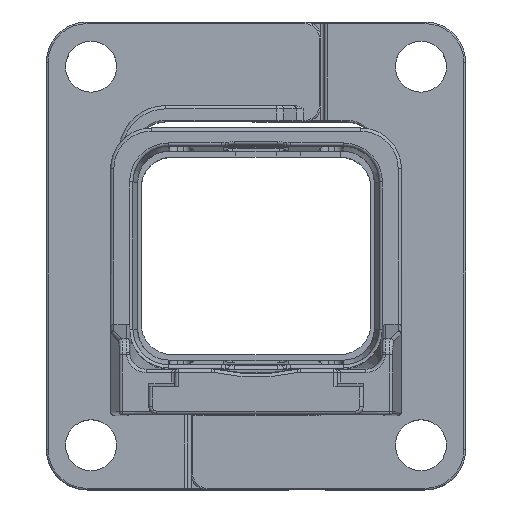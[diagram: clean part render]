
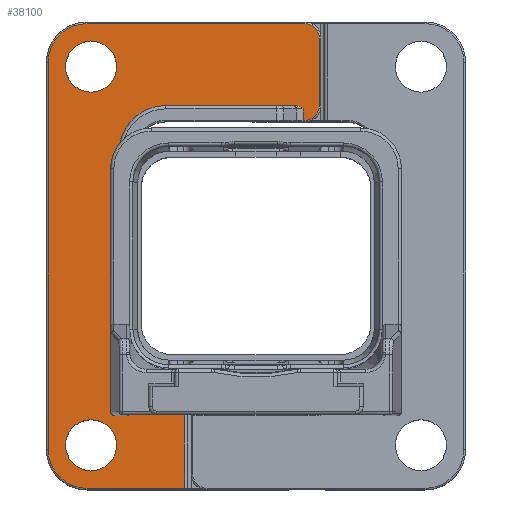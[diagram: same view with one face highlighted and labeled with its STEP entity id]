
A CAD part, top view. The second image highlights one B-rep face of the part: STEP entity #38100.
In plain terms, the highlighted planar face has unit normal (0, 0, 1).
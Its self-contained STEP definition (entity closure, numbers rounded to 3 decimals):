
#10897=CARTESIAN_POINT('',(-6.25,-5.4,1.1));
#10898=DIRECTION('',(0.,0.,1.));
#10899=DIRECTION('',(-0.878,-0.478,0.));
#10900=AXIS2_PLACEMENT_3D('',#10897,#10898,#10899);
#10952=CARTESIAN_POINT('',(-5.55,-6.35,1.1));
#10953=DIRECTION('',(0.,0.,-1.));
#10954=DIRECTION('',(0.,-1.,0.));
#10955=AXIS2_PLACEMENT_3D('',#10952,#10953,#10954);
#10957=DIRECTION('',(-1.,0.,0.));
#10958=VECTOR('',#10957,1.15);
#10959=CARTESIAN_POINT('',(-4.4,-8.35,1.1));
#10960=LINE('',#10959,#10958);
#10961=DIRECTION('',(0.,1.,0.));
#10962=VECTOR('',#10961,5.95);
#10963=CARTESIAN_POINT('',(-4.4,-14.3,1.1));
#10964=LINE('',#10963,#10962);
#10965=DIRECTION('',(1.,0.,0.));
#10966=VECTOR('',#10965,6.);
#10967=CARTESIAN_POINT('',(-10.4,-14.3,1.1));
#10968=LINE('',#10967,#10966);
#10969=CARTESIAN_POINT('',(-10.4,-11.9,1.1));
#10970=DIRECTION('',(0.,0.,1.));
#10971=DIRECTION('',(-1.,0.,0.));
#10972=AXIS2_PLACEMENT_3D('',#10969,#10970,#10971);
#10974=DIRECTION('',(0.,-1.,0.));
#10975=VECTOR('',#10974,23.8);
#10976=CARTESIAN_POINT('',(-12.8,11.9,1.1));
#10977=LINE('',#10976,#10975);
#10978=CARTESIAN_POINT('',(-10.4,11.9,1.1));
#10979=DIRECTION('',(0.,0.,1.));
#10980=DIRECTION('',(0.,1.,0.));
#10981=AXIS2_PLACEMENT_3D('',#10978,#10979,#10980);
#10983=DIRECTION('',(-1.,0.,0.));
#10984=VECTOR('',#10983,13.4);
#10985=CARTESIAN_POINT('',(3.,14.3,1.1));
#10986=LINE('',#10985,#10984);
#10987=CARTESIAN_POINT('',(3.,13.4,1.1));
#10988=DIRECTION('',(0.,0.,1.));
#10989=DIRECTION('',(1.,0.,0.));
#10990=AXIS2_PLACEMENT_3D('',#10987,#10988,#10989);
#10992=DIRECTION('',(0.,1.,0.));
#10993=VECTOR('',#10992,4.15);
#10994=CARTESIAN_POINT('',(3.9,9.25,1.1));
#10995=LINE('',#10994,#10993);
#10996=CARTESIAN_POINT('',(3.,9.25,1.1));
#10997=DIRECTION('',(0.,0.,1.));
#10998=DIRECTION('',(0.,-1.,0.));
#10999=AXIS2_PLACEMENT_3D('',#10996,#10997,#10998);
#11001=DIRECTION('',(1.,0.,0.));
#11002=VECTOR('',#11001,0.093);
#11003=CARTESIAN_POINT('',(2.907,8.35,1.1));
#11004=LINE('',#11003,#11002);
#11005=DIRECTION('',(0.,1.,0.));
#11006=VECTOR('',#11005,0.7);
#11007=CARTESIAN_POINT('',(2.907,8.35,1.1));
#11008=LINE('',#11007,#11006);
#11009=CARTESIAN_POINT('',(-5.55,6.35,1.1));
#11010=DIRECTION('',(0.,0.,1.));
#11011=DIRECTION('',(0.,1.,0.));
#11012=AXIS2_PLACEMENT_3D('',#11009,#11010,#11011);
#11014=DIRECTION('',(1.,0.,0.));
#11015=VECTOR('',#11014,0.244);
#11016=CARTESIAN_POINT('',(-8.25,-6.357,1.1));
#11017=LINE('',#11016,#11015);
#11018=CARTESIAN_POINT('',(-10.15,-11.65,1.1));
#11019=DIRECTION('',(0.,0.,1.));
#11020=DIRECTION('',(1.,0.,0.));
#11021=AXIS2_PLACEMENT_3D('',#11018,#11019,#11020);
#11023=CARTESIAN_POINT('',(-10.15,-11.65,1.1));
#11024=DIRECTION('',(0.,0.,1.));
#11025=DIRECTION('',(-1.,0.,0.));
#11026=AXIS2_PLACEMENT_3D('',#11023,#11024,#11025);
#11028=CARTESIAN_POINT('',(-10.15,11.65,1.1));
#11029=DIRECTION('',(0.,0.,-1.));
#11030=DIRECTION('',(1.,0.,0.));
#11031=AXIS2_PLACEMENT_3D('',#11028,#11029,#11030);
#11033=CARTESIAN_POINT('',(-10.15,11.65,1.1));
#11034=DIRECTION('',(0.,0.,-1.));
#11035=DIRECTION('',(-1.,0.,0.));
#11036=AXIS2_PLACEMENT_3D('',#11033,#11034,#11035);
#14707=CARTESIAN_POINT('',(2.417,9.25,1.1));
#14708=CARTESIAN_POINT('',(2.452,9.25,1.1));
#14709=CARTESIAN_POINT('',(2.525,9.241,1.1));
#14710=CARTESIAN_POINT('',(2.646,9.2,1.1));
#14711=CARTESIAN_POINT('',(2.772,9.135,1.1));
#14712=CARTESIAN_POINT('',(2.861,9.079,1.1));
#14713=CARTESIAN_POINT('',(2.907,9.05,1.1));
#14789=DIRECTION('',(0.,1.,0.));
#14790=VECTOR('',#14789,12.217);
#14791=CARTESIAN_POINT('',(-8.45,-5.867,1.1));
#14792=LINE('',#14791,#14790);
#14829=CARTESIAN_POINT('',(-8.25,-6.357,1.1));
#14830=CARTESIAN_POINT('',(-8.279,-6.311,1.1));
#14831=CARTESIAN_POINT('',(-8.335,-6.222,1.1));
#14832=CARTESIAN_POINT('',(-8.4,-6.096,1.1));
#14833=CARTESIAN_POINT('',(-8.441,-5.975,1.1));
#14834=CARTESIAN_POINT('',(-8.45,-5.902,
1.1));
#14835=CARTESIAN_POINT('',(-8.45,-5.867,1.1));
#14846=DIRECTION('',(1.,0.,0.));
#14847=VECTOR('',#14846,7.967);
#14848=CARTESIAN_POINT('',(-5.55,9.25,1.1));
#14849=LINE('',#14848,#14847);
#22099=CARTESIAN_POINT('',(-5.55,9.25,1.1));
#22100=CARTESIAN_POINT('',(-8.45,6.35,1.1));
#22101=VERTEX_POINT('',#22099);
#22102=VERTEX_POINT('',#22100);
#22283=CARTESIAN_POINT('',(-4.4,-8.35,1.1));
#22284=VERTEX_POINT('',#22283);
#22287=CARTESIAN_POINT('',(-5.55,-8.35,1.1));
#22288=VERTEX_POINT('',#22287);
#22307=CARTESIAN_POINT('',(2.907,8.35,1.1));
#22308=VERTEX_POINT('',#22307);
#22311=CARTESIAN_POINT('',(3.,8.35,1.1));
#22312=VERTEX_POINT('',#22311);
#22315=CARTESIAN_POINT('',(3.9,9.25,1.1));
#22316=VERTEX_POINT('',#22315);
#22319=CARTESIAN_POINT('',(3.9,13.4,1.1));
#22320=VERTEX_POINT('',#22319);
#22323=CARTESIAN_POINT('',(3.,14.3,1.1));
#22324=VERTEX_POINT('',#22323);
#22327=CARTESIAN_POINT('',(-10.4,14.3,1.1));
#22328=VERTEX_POINT('',#22327);
#22331=CARTESIAN_POINT('',(-12.8,11.9,1.1));
#22332=VERTEX_POINT('',#22331);
#22335=CARTESIAN_POINT('',(-12.8,-11.9,1.1));
#22336=VERTEX_POINT('',#22335);
#22339=CARTESIAN_POINT('',(-10.4,-14.3,1.1));
#22340=VERTEX_POINT('',#22339);
#22343=CARTESIAN_POINT('',(-4.4,-14.3,1.1));
#22344=VERTEX_POINT('',#22343);
#22443=CARTESIAN_POINT('',(-8.25,-6.357,1.1));
#22444=VERTEX_POINT('',#22443);
#22465=CARTESIAN_POINT('',(2.907,9.05,1.1));
#22466=VERTEX_POINT('',#22465);
#22469=VERTEX_POINT('',#14707);
#22470=CARTESIAN_POINT('',(-8.45,-5.867,1.1));
#22471=VERTEX_POINT('',#22470);
#22476=CARTESIAN_POINT('',(-8.58,-11.65,1.1));
#22477=CARTESIAN_POINT('',(-11.72,-11.65,1.1));
#22478=VERTEX_POINT('',#22476);
#22479=VERTEX_POINT('',#22477);
#22481=CARTESIAN_POINT('',(-8.58,11.65,1.1));
#22483=VERTEX_POINT('',#22481);
#22485=CARTESIAN_POINT('',(-11.72,11.65,1.1));
#22487=VERTEX_POINT('',#22485);
#22515=CARTESIAN_POINT('',(-8.006,-6.357,1.1));
#22516=CARTESIAN_POINT('',(-7.438,-7.009,1.1));
#22517=VERTEX_POINT('',#22515);
#22518=VERTEX_POINT('',#22516);
#38042=CARTESIAN_POINT('',(0.,0.,1.1));
#38043=DIRECTION('',(0.,0.,1.));
#38044=DIRECTION('',(1.,0.,0.));
#38045=AXIS2_PLACEMENT_3D('',#38042,#38043,#38044);
#38046=PLANE('',#38045);
#38047=ORIENTED_EDGE('',*,*,#38019,.T.);
#38049=ORIENTED_EDGE('',*,*,#38048,.F.);
#38051=ORIENTED_EDGE('',*,*,#38050,.F.);
#38053=ORIENTED_EDGE('',*,*,#38052,.F.);
#38055=ORIENTED_EDGE('',*,*,#38054,.F.);
#38057=ORIENTED_EDGE('',*,*,#38056,.F.);
#38059=ORIENTED_EDGE('',*,*,#38058,.F.);
#38061=ORIENTED_EDGE('',*,*,#38060,.F.);
#38063=ORIENTED_EDGE('',*,*,#38062,.F.);
#38065=ORIENTED_EDGE('',*,*,#38064,.F.);
#38067=ORIENTED_EDGE('',*,*,#38066,.F.);
#38069=ORIENTED_EDGE('',*,*,#38068,.F.);
#38071=ORIENTED_EDGE('',*,*,#38070,.F.);
#38073=ORIENTED_EDGE('',*,*,#38072,.T.);
#38075=ORIENTED_EDGE('',*,*,#38074,.F.);
#38077=ORIENTED_EDGE('',*,*,#38076,.F.);
#38079=ORIENTED_EDGE('',*,*,#38078,.T.);
#38081=ORIENTED_EDGE('',*,*,#38080,.F.);
#38083=ORIENTED_EDGE('',*,*,#38082,.F.);
#38085=ORIENTED_EDGE('',*,*,#38084,.T.);
#38086=EDGE_LOOP('',(#38047,#38049,#38051,#38053,#38055,#38057,#38059,#38061,
#38063,#38065,#38067,#38069,#38071,#38073,#38075,#38077,#38079,#38081,#38083,
#38085));
#38087=FACE_OUTER_BOUND('',#38086,.F.);
#38089=ORIENTED_EDGE('',*,*,#38088,.T.);
#38091=ORIENTED_EDGE('',*,*,#38090,.T.);
#38092=EDGE_LOOP('',(#38089,#38091));
#38093=FACE_BOUND('',#38092,.F.);
#38095=ORIENTED_EDGE('',*,*,#38094,.F.);
#38097=ORIENTED_EDGE('',*,*,#38096,.F.);
#38098=EDGE_LOOP('',(#38095,#38097));
#38099=FACE_BOUND('',#38098,.F.);
#38100=ADVANCED_FACE('',(#38087,#38093,#38099),#38046,.T.);
#10901=CIRCLE('',#10900,2.);
#10956=CIRCLE('',#10955,2.);
#10973=CIRCLE('',#10972,2.4);
#10982=CIRCLE('',#10981,2.4);
#10991=CIRCLE('',#10990,0.9);
#11000=CIRCLE('',#10999,0.9);
#11013=CIRCLE('',#11012,2.9);
#11022=CIRCLE('',#11021,1.57);
#11027=CIRCLE('',#11026,1.57);
#11032=CIRCLE('',#11031,1.57);
#11037=CIRCLE('',#11036,1.57);
#14714=B_SPLINE_CURVE_WITH_KNOTS('',3,(#14707,#14708,#14709,#14710,#14711,
#14712,#14713),.UNSPECIFIED.,.F.,.F.,(4,1,1,1,4),(0.,0.25,0.5,0.75,
1.),.UNSPECIFIED.);
#14836=B_SPLINE_CURVE_WITH_KNOTS('',3,(#14829,#14830,#14831,#14832,#14833,
#14834,#14835),.UNSPECIFIED.,.F.,.F.,(4,1,1,1,4),(0.,0.25,0.5,0.75,
1.),.UNSPECIFIED.);
#38019=EDGE_CURVE('',#22517,#22518,#10901,.T.);
#38048=EDGE_CURVE('',#22288,#22518,#10956,.T.);
#38050=EDGE_CURVE('',#22284,#22288,#10960,.T.);
#38052=EDGE_CURVE('',#22344,#22284,#10964,.T.);
#38054=EDGE_CURVE('',#22340,#22344,#10968,.T.);
#38056=EDGE_CURVE('',#22336,#22340,#10973,.T.);
#38058=EDGE_CURVE('',#22332,#22336,#10977,.T.);
#38060=EDGE_CURVE('',#22328,#22332,#10982,.T.);
#38062=EDGE_CURVE('',#22324,#22328,#10986,.T.);
#38064=EDGE_CURVE('',#22320,#22324,#10991,.T.);
#38066=EDGE_CURVE('',#22316,#22320,#10995,.T.);
#38068=EDGE_CURVE('',#22312,#22316,#11000,.T.);
#38070=EDGE_CURVE('',#22308,#22312,#11004,.T.);
#38072=EDGE_CURVE('',#22308,#22466,#11008,.T.);
#38074=EDGE_CURVE('',#22469,#22466,#14714,.T.);
#38076=EDGE_CURVE('',#22101,#22469,#14849,.T.);
#38078=EDGE_CURVE('',#22101,#22102,#11013,.T.);
#38080=EDGE_CURVE('',#22471,#22102,#14792,.T.);
#38082=EDGE_CURVE('',#22444,#22471,#14836,.T.);
#38084=EDGE_CURVE('',#22444,#22517,#11017,.T.);
#38088=EDGE_CURVE('',#22478,#22479,#11022,.T.);
#38090=EDGE_CURVE('',#22479,#22478,#11027,.T.);
#38094=EDGE_CURVE('',#22483,#22487,#11032,.T.);
#38096=EDGE_CURVE('',#22487,#22483,#11037,.T.);
